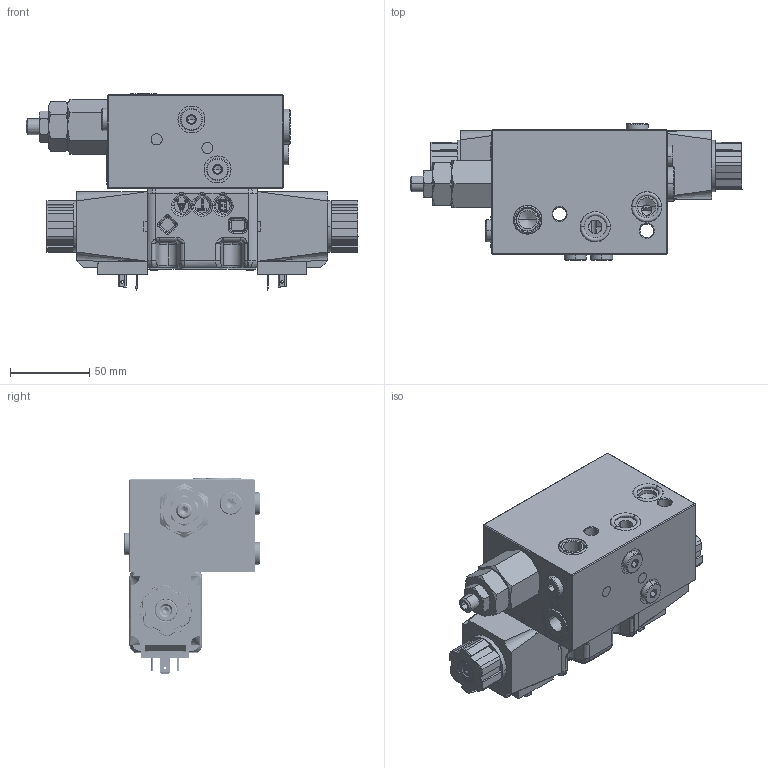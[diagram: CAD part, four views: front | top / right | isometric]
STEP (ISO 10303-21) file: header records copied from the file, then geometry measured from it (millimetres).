
FILE_DESCRIPTION (( 'STEP AP203' ), '1' );
FILE_NAME ('P15111814.step', '2016-09-01T13:04:23', ( 'User' ), ( '' ), 'SwSTEP 2.0', 'SolidWorks 2014', '' );
FILE_SCHEMA (( 'CONFIG_CONTROL_DESIGN' ));
Products named in the file (1): P15111814
Bounding box: 209.55 x 86 x 123.71 mm (x, y, z)
Volume: 815255.2 mm3; surface area: 211878.3 mm2
Topology: 56 solids, 56 shells, 4297 faces, 10693 edges, 6670 vertices
Faces by surface type: plane 1663, cylinder 1154, bspline 1002, cone 449, torus 29
Entity records: 196384 total; most frequent: CARTESIAN_POINT 101739, ORIENTED_EDGE 21136, DIRECTION 17360, EDGE_CURVE 10568, VERTEX_POINT 6668, AXIS2_PLACEMENT_3D 6010, VECTOR 5340, LINE 5340
